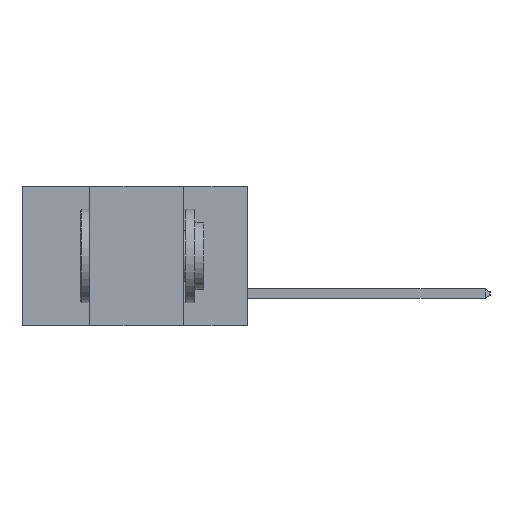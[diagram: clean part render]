
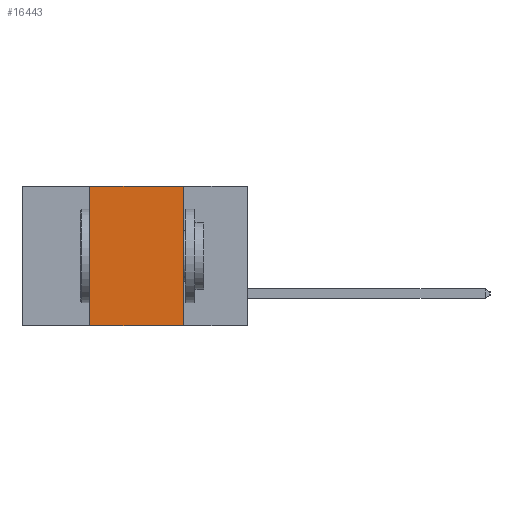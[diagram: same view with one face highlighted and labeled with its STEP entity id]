
A CAD part, left-side view. The second image highlights one B-rep face of the part: STEP entity #16443.
In plain terms, the highlighted planar face has unit normal (-1, 0, 0).
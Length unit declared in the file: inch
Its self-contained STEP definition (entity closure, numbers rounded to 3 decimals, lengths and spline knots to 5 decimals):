
#953 = CARTESIAN_POINT ( 'NONE',  ( 0., 0.17, 0. ) ) ;
#1174 = CARTESIAN_POINT ( 'NONE',  ( 0., 0.42, 0. ) ) ;
#1301 = EDGE_CURVE ( 'NONE', #3471, #2846, #6295, .T. ) ;
#1472 = CARTESIAN_POINT ( 'NONE',  ( 0., 0.17, -0.37 ) ) ;
#2846 = VERTEX_POINT ( 'NONE', #1472 ) ;
#2981 = CARTESIAN_POINT ( 'NONE',  ( 0., 0.6, 0. ) ) ;
#3393 = DIRECTION ( 'NONE',  ( 0., 0., -1. ) ) ;
#3471 = VERTEX_POINT ( 'NONE', #11891 ) ;
#4170 = VECTOR ( 'NONE', #9472, 39.37008 ) ;
#4359 = CARTESIAN_POINT ( 'NONE',  ( 0., 0.6, -0.37 ) ) ;
#5183 = AXIS2_PLACEMENT_3D ( 'NONE', #6011, #14980, #7295 ) ;
#5681 = DIRECTION ( 'NONE',  ( 0., -1., 0. ) ) ;
#6011 = CARTESIAN_POINT ( 'NONE',  ( 0., 0.6, 0. ) ) ;
#6295 = LINE ( 'NONE', #953, #12782 ) ;
#7295 = DIRECTION ( 'NONE',  ( 0., 0., -1. ) ) ;
#7327 = CARTESIAN_POINT ( 'NONE',  ( 0., 0.42, -0.37 ) ) ;
#7639 = EDGE_LOOP ( 'NONE', ( #12728, #15945, #9656, #16296 ) ) ;
#9229 = VECTOR ( 'NONE', #11716, 39.37008 ) ;
#9445 = CARTESIAN_POINT ( 'NONE',  ( 0., 0.42, 0. ) ) ;
#9472 = DIRECTION ( 'NONE',  ( 0., -1., 0. ) ) ;
#9656 = ORIENTED_EDGE ( 'NONE', *, *, #15500, .F. ) ;
#10558 = VERTEX_POINT ( 'NONE', #9445 ) ;
#10845 = LINE ( 'NONE', #4359, #13891 ) ;
#11476 = FACE_OUTER_BOUND ( 'NONE', #7639, .T. ) ;
#11716 = DIRECTION ( 'NONE',  ( 0., 0., 1. ) ) ;
#11891 = CARTESIAN_POINT ( 'NONE',  ( 0., 0.17, 0. ) ) ;
#12728 = ORIENTED_EDGE ( 'NONE', *, *, #1301, .F. ) ;
#12782 = VECTOR ( 'NONE', #3393, 39.37008 ) ;
#12958 = EDGE_CURVE ( 'NONE', #10558, #3471, #14459, .T. ) ;
#13107 = LINE ( 'NONE', #1174, #9229 ) ;
#13221 = VERTEX_POINT ( 'NONE', #7327 ) ;
#13756 = PLANE ( 'NONE',  #5183 ) ;
#13891 = VECTOR ( 'NONE', #5681, 39.37008 ) ;
#14459 = LINE ( 'NONE', #2981, #4170 ) ;
#14980 = DIRECTION ( 'NONE',  ( 1., 0., 0. ) ) ;
#15500 = EDGE_CURVE ( 'NONE', #13221, #10558, #13107, .T. ) ;
#15945 = ORIENTED_EDGE ( 'NONE', *, *, #12958, .F. ) ;
#16262 = EDGE_CURVE ( 'NONE', #13221, #2846, #10845, .T. ) ;
#16296 = ORIENTED_EDGE ( 'NONE', *, *, #16262, .T. ) ;
#16443 = ADVANCED_FACE ( 'NONE', ( #11476 ), #13756, .F. ) ;
